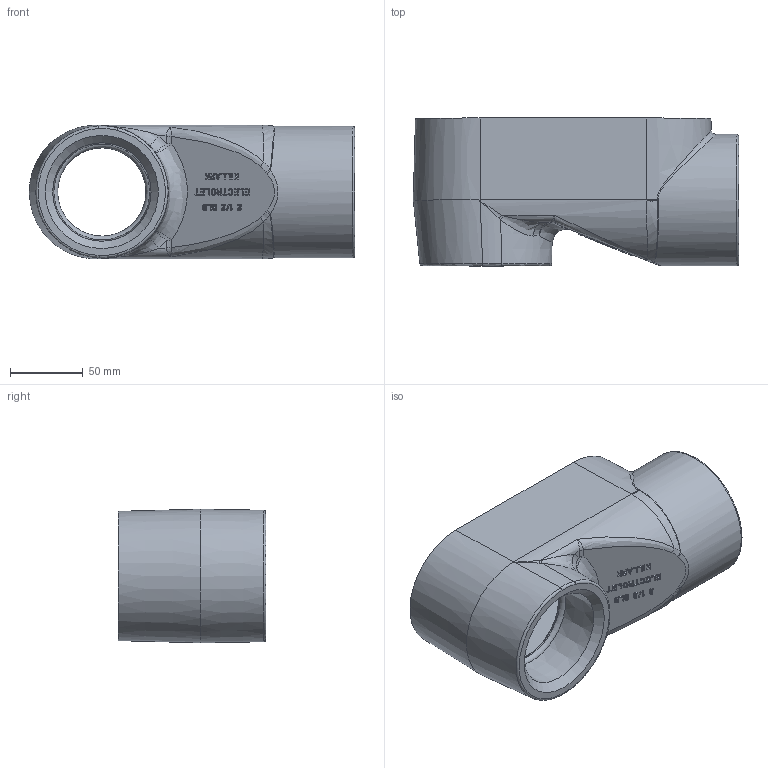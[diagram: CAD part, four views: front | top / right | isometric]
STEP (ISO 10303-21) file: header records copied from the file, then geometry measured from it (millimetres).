
FILE_DESCRIPTION(/* description */ (''),/* implementation_level */ '2;1');
FILE_NAME(/* name */ 'KIL_SLB-7.stp',/* time_stamp */ '2020-09-29T18:24:05+06:00',/* author */ ('lsugumaran'),/* organization */ (''),/* preprocessor_version */ 'ST-DEVELOPER v18',/* originating_system */ 'Autodesk Inventor 2020',/* authorisation */ '');
FILE_SCHEMA (('AUTOMOTIVE_DESIGN { 1 0 10303 214 3 1 1 }'));
Products named in the file (1): 0194814 -2
Bounding box: 223.72 x 101.6 x 91.85 mm (x, y, z)
Volume: 456268 mm3; surface area: 125224 mm2
Topology: 1 solids, 1 shells, 1087 faces, 2947 edges, 1924 vertices
Faces by surface type: bspline 617, plane 384, cone 57, cylinder 12, torus 9, sphere 8
Full cylindrical faces by diameter (mm): 60.858 x1, 90.487 x1
Entity records: 59828 total; most frequent: CARTESIAN_POINT 37142, ORIENTED_EDGE 5862, EDGE_CURVE 2931, DIRECTION 2593, VERTEX_POINT 1924, B_SPLINE_CURVE_WITH_KNOTS 1470, LINE 1225, VECTOR 1225
